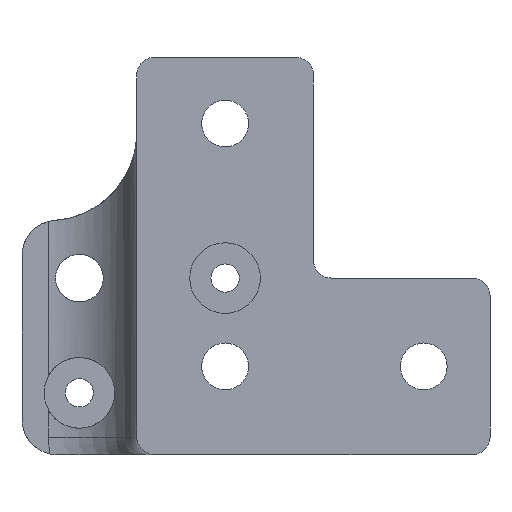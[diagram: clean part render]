
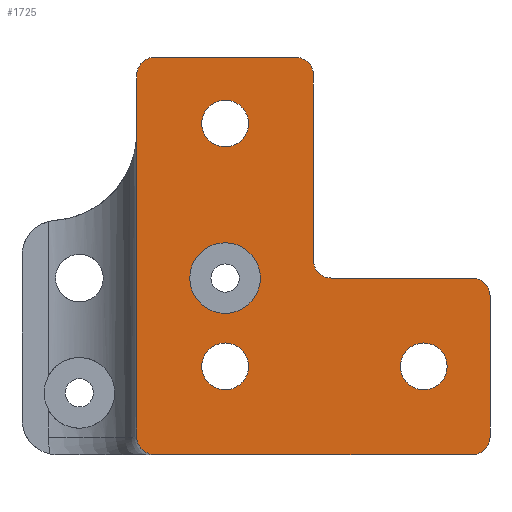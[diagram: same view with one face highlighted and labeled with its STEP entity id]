
A CAD part, front view. The second image highlights one B-rep face of the part: STEP entity #1725.
In plain terms, the highlighted planar face has unit normal (0, -1, 0).
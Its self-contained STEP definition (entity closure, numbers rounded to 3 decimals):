
#53=FACE_BOUND('',#305,.T.);
#54=FACE_BOUND('',#306,.T.);
#55=FACE_BOUND('',#307,.T.);
#56=FACE_BOUND('',#308,.T.);
#72=PLANE('',#1869);
#198=FACE_OUTER_BOUND('',#304,.T.);
#304=EDGE_LOOP('',(#1276,#1277,#1278,#1279,#1280,#1281,#1282,#1283,#1284,
#1285,#1286,#1287,#1288));
#305=EDGE_LOOP('',(#1289));
#306=EDGE_LOOP('',(#1290));
#307=EDGE_LOOP('',(#1291));
#308=EDGE_LOOP('',(#1292));
#423=LINE('',#2464,#574);
#448=LINE('',#2989,#599);
#449=LINE('',#2993,#600);
#450=LINE('',#2997,#601);
#451=LINE('',#3001,#602);
#452=LINE('',#3005,#603);
#453=LINE('',#3007,#604);
#574=VECTOR('',#2027,1000.);
#599=VECTOR('',#2056,1000.);
#600=VECTOR('',#2059,1000.);
#601=VECTOR('',#2062,1000.);
#602=VECTOR('',#2065,1000.);
#603=VECTOR('',#2068,1000.);
#604=VECTOR('',#2069,1000.);
#719=CIRCLE('',#1847,4.);
#728=CIRCLE('',#1861,2.65);
#730=CIRCLE('',#1864,2.65);
#732=CIRCLE('',#1867,2.65);
#733=CIRCLE('',#1870,2.);
#734=CIRCLE('',#1871,2.);
#735=CIRCLE('',#1872,2.);
#736=CIRCLE('',#1873,2.);
#737=CIRCLE('',#1874,2.);
#738=CIRCLE('',#1875,2.);
#758=VERTEX_POINT('',#2341);
#770=VERTEX_POINT('',#2442);
#772=VERTEX_POINT('',#2448);
#774=VERTEX_POINT('',#2454);
#777=VERTEX_POINT('',#2461);
#778=VERTEX_POINT('',#2463);
#826=VERTEX_POINT('',#2986);
#827=VERTEX_POINT('',#2988);
#828=VERTEX_POINT('',#2990);
#829=VERTEX_POINT('',#2992);
#830=VERTEX_POINT('',#2994);
#831=VERTEX_POINT('',#2996);
#832=VERTEX_POINT('',#2998);
#833=VERTEX_POINT('',#3000);
#834=VERTEX_POINT('',#3002);
#835=VERTEX_POINT('',#3004);
#836=VERTEX_POINT('',#3006);
#933=EDGE_CURVE('',#758,#758,#719,.T.);
#950=EDGE_CURVE('',#770,#770,#728,.T.);
#953=EDGE_CURVE('',#772,#772,#730,.T.);
#956=EDGE_CURVE('',#774,#774,#732,.T.);
#959=EDGE_CURVE('',#777,#778,#423,.T.);
#1008=EDGE_CURVE('',#777,#826,#733,.T.);
#1009=EDGE_CURVE('',#827,#826,#448,.T.);
#1010=EDGE_CURVE('',#827,#828,#734,.T.);
#1011=EDGE_CURVE('',#829,#828,#449,.T.);
#1012=EDGE_CURVE('',#829,#830,#735,.T.);
#1013=EDGE_CURVE('',#831,#830,#450,.T.);
#1014=EDGE_CURVE('',#831,#832,#736,.T.);
#1015=EDGE_CURVE('',#833,#832,#451,.T.);
#1016=EDGE_CURVE('',#833,#834,#737,.T.);
#1017=EDGE_CURVE('',#835,#834,#452,.T.);
#1018=EDGE_CURVE('',#836,#835,#453,.T.);
#1019=EDGE_CURVE('',#836,#778,#738,.T.);
#1276=ORIENTED_EDGE('',*,*,#959,.F.);
#1277=ORIENTED_EDGE('',*,*,#1008,.T.);
#1278=ORIENTED_EDGE('',*,*,#1009,.F.);
#1279=ORIENTED_EDGE('',*,*,#1010,.T.);
#1280=ORIENTED_EDGE('',*,*,#1011,.F.);
#1281=ORIENTED_EDGE('',*,*,#1012,.T.);
#1282=ORIENTED_EDGE('',*,*,#1013,.F.);
#1283=ORIENTED_EDGE('',*,*,#1014,.T.);
#1284=ORIENTED_EDGE('',*,*,#1015,.F.);
#1285=ORIENTED_EDGE('',*,*,#1016,.T.);
#1286=ORIENTED_EDGE('',*,*,#1017,.F.);
#1287=ORIENTED_EDGE('',*,*,#1018,.F.);
#1288=ORIENTED_EDGE('',*,*,#1019,.T.);
#1289=ORIENTED_EDGE('',*,*,#956,.T.);
#1290=ORIENTED_EDGE('',*,*,#950,.T.);
#1291=ORIENTED_EDGE('',*,*,#933,.F.);
#1292=ORIENTED_EDGE('',*,*,#953,.T.);
#1725=ADVANCED_FACE('',(#198,#53,#54,#55,#56),#72,.T.);
#1847=AXIS2_PLACEMENT_3D('',#2343,#1974,#1975);
#1861=AXIS2_PLACEMENT_3D('',#2444,#2007,#2008);
#1864=AXIS2_PLACEMENT_3D('',#2450,#2014,#2015);
#1867=AXIS2_PLACEMENT_3D('',#2456,#2021,#2022);
#1869=AXIS2_PLACEMENT_3D('',#2985,#2052,#2053);
#1870=AXIS2_PLACEMENT_3D('',#2987,#2054,#2055);
#1871=AXIS2_PLACEMENT_3D('',#2991,#2057,#2058);
#1872=AXIS2_PLACEMENT_3D('',#2995,#2060,#2061);
#1873=AXIS2_PLACEMENT_3D('',#2999,#2063,#2064);
#1874=AXIS2_PLACEMENT_3D('',#3003,#2066,#2067);
#1875=AXIS2_PLACEMENT_3D('',#3008,#2070,#2071);
#1974=DIRECTION('center_axis',(0.,-1.,0.));
#1975=DIRECTION('ref_axis',(0.,0.,-1.));
#2007=DIRECTION('center_axis',(0.,1.,0.));
#2008=DIRECTION('ref_axis',(0.,0.,1.));
#2014=DIRECTION('center_axis',(0.,1.,0.));
#2015=DIRECTION('ref_axis',(0.,0.,1.));
#2021=DIRECTION('center_axis',(0.,1.,0.));
#2022=DIRECTION('ref_axis',(0.,0.,1.));
#2027=DIRECTION('',(-1.,0.,0.));
#2052=DIRECTION('center_axis',(0.,-1.,0.));
#2053=DIRECTION('ref_axis',(0.,0.,-1.));
#2054=DIRECTION('center_axis',(0.,-1.,0.));
#2055=DIRECTION('ref_axis',(0.,0.,-1.));
#2056=DIRECTION('',(0.,0.,-1.));
#2057=DIRECTION('center_axis',(0.,-1.,0.));
#2058=DIRECTION('ref_axis',(0.,0.,-1.));
#2059=DIRECTION('',(1.,0.,0.));
#2060=DIRECTION('center_axis',(0.,1.,0.));
#2061=DIRECTION('ref_axis',(0.,0.,-1.));
#2062=DIRECTION('',(0.,0.,-1.));
#2063=DIRECTION('center_axis',(0.,-1.,0.));
#2064=DIRECTION('ref_axis',(0.,0.,-1.));
#2065=DIRECTION('',(1.,0.,0.));
#2066=DIRECTION('center_axis',(0.,-1.,0.));
#2067=DIRECTION('ref_axis',(0.,0.,-1.));
#2068=DIRECTION('',(0.,0.,1.));
#2069=DIRECTION('',(0.,0.,1.));
#2070=DIRECTION('center_axis',(0.,-1.,0.));
#2071=DIRECTION('ref_axis',(0.,0.,-1.));
#2341=CARTESIAN_POINT('',(10.,0.,-21.));
#2343=CARTESIAN_POINT('Origin',(10.,0.,-25.));
#2442=CARTESIAN_POINT('',(32.5,0.,-32.35));
#2444=CARTESIAN_POINT('Origin',(32.5,0.,-35.));
#2448=CARTESIAN_POINT('',(10.,0.,-4.85));
#2450=CARTESIAN_POINT('Origin',(10.,0.,-7.5));
#2454=CARTESIAN_POINT('',(10.,0.,-32.35));
#2456=CARTESIAN_POINT('Origin',(10.,0.,-35.));
#2461=CARTESIAN_POINT('',(38.,0.,-45.));
#2463=CARTESIAN_POINT('',(2.,0.,-45.));
#2464=CARTESIAN_POINT('',(0.,0.,-45.));
#2985=CARTESIAN_POINT('Origin',(0.,0.,0.));
#2986=CARTESIAN_POINT('',(40.,0.,-43.));
#2987=CARTESIAN_POINT('Origin',(38.,0.,-43.));
#2988=CARTESIAN_POINT('',(40.,0.,-27.));
#2989=CARTESIAN_POINT('',(40.,0.,-45.));
#2990=CARTESIAN_POINT('',(38.,0.,-25.));
#2991=CARTESIAN_POINT('Origin',(38.,0.,-27.));
#2992=CARTESIAN_POINT('',(22.,0.,-25.));
#2993=CARTESIAN_POINT('',(40.,0.,-25.));
#2994=CARTESIAN_POINT('',(20.,0.,-23.));
#2995=CARTESIAN_POINT('Origin',(22.,0.,-23.));
#2996=CARTESIAN_POINT('',(20.,0.,-2.));
#2997=CARTESIAN_POINT('',(20.,0.,-25.));
#2998=CARTESIAN_POINT('',(18.,0.,0.));
#2999=CARTESIAN_POINT('Origin',(18.,0.,-2.));
#3000=CARTESIAN_POINT('',(2.,0.,0.));
#3001=CARTESIAN_POINT('',(20.,0.,0.));
#3002=CARTESIAN_POINT('',(0.,0.,-2.));
#3003=CARTESIAN_POINT('Origin',(2.,0.,-2.));
#3004=CARTESIAN_POINT('',(0.,0.,-8.5));
#3005=CARTESIAN_POINT('',(0.,0.,0.));
#3006=CARTESIAN_POINT('',(0.,0.,-43.));
#3007=CARTESIAN_POINT('',(0.,0.,0.));
#3008=CARTESIAN_POINT('Origin',(2.,0.,-43.));
